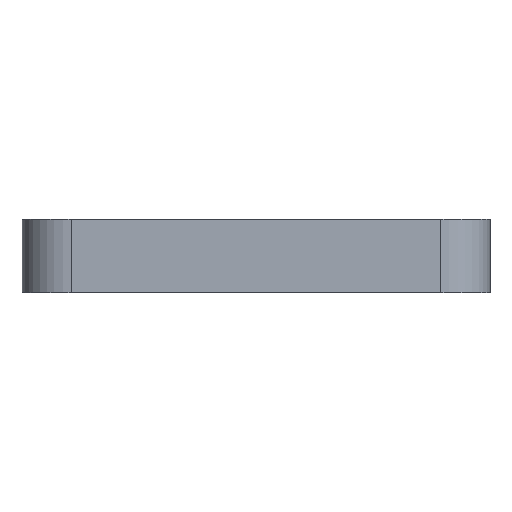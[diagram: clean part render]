
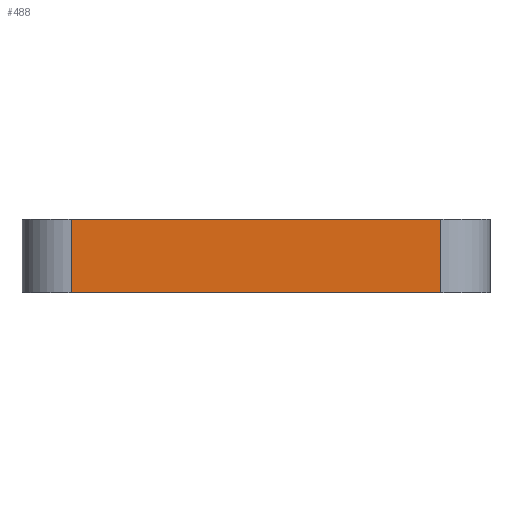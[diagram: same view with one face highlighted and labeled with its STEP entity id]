
A CAD part, left-side view. The second image highlights one B-rep face of the part: STEP entity #488.
In plain terms, the highlighted planar face has unit normal (-1, 0, 0).
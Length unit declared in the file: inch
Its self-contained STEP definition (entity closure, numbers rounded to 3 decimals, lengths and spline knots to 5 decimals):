
#11 = EDGE_CURVE ( 'NONE', #266, #117, #570, .T. ) ;
#35 = CARTESIAN_POINT ( 'NONE',  ( -0.375, 0.29626, 0.05906 ) ) ;
#39 = VERTEX_POINT ( 'NONE', #693 ) ;
#67 = CARTESIAN_POINT ( 'NONE',  ( -0.375, -0.375, -0.05906 ) ) ;
#95 = DIRECTION ( 'NONE',  ( 0., 0., -1. ) ) ;
#96 = VECTOR ( 'NONE', #95, 39.37008 ) ;
#117 = VERTEX_POINT ( 'NONE', #311 ) ;
#123 = LINE ( 'NONE', #67, #407 ) ;
#132 = FACE_OUTER_BOUND ( 'NONE', #603, .T. ) ;
#146 = VECTOR ( 'NONE', #187, 39.37008 ) ;
#175 = LINE ( 'NONE', #732, #146 ) ;
#187 = DIRECTION ( 'NONE',  ( 0., -1., 0. ) ) ;
#244 = ORIENTED_EDGE ( 'NONE', *, *, #776, .F. ) ;
#260 = EDGE_CURVE ( 'NONE', #117, #575, #123, .T. ) ;
#266 = VERTEX_POINT ( 'NONE', #459 ) ;
#299 = AXIS2_PLACEMENT_3D ( 'NONE', #435, #439, #566 ) ;
#311 = CARTESIAN_POINT ( 'NONE',  ( -0.375, 0.29626, -0.05906 ) ) ;
#407 = VECTOR ( 'NONE', #622, 39.37008 ) ;
#430 = VECTOR ( 'NONE', #715, 39.37008 ) ;
#435 = CARTESIAN_POINT ( 'NONE',  ( -0.375, -0.375, 0.05906 ) ) ;
#439 = DIRECTION ( 'NONE',  ( 1., 0., 0. ) ) ;
#459 = CARTESIAN_POINT ( 'NONE',  ( -0.375, 0.29626, 0.05906 ) ) ;
#480 = CARTESIAN_POINT ( 'NONE',  ( -0.375, -0.29626, -0.05906 ) ) ;
#488 = ADVANCED_FACE ( 'NONE', ( #132 ), #620, .F. ) ;
#566 = DIRECTION ( 'NONE',  ( 0., 0., -1. ) ) ;
#570 = LINE ( 'NONE', #35, #96 ) ;
#575 = VERTEX_POINT ( 'NONE', #480 ) ;
#577 = ORIENTED_EDGE ( 'NONE', *, *, #260, .T. ) ;
#595 = LINE ( 'NONE', #778, #430 ) ;
#601 = EDGE_CURVE ( 'NONE', #575, #39, #595, .T. ) ;
#603 = EDGE_LOOP ( 'NONE', ( #577, #672, #244, #702 ) ) ;
#620 = PLANE ( 'NONE',  #299 ) ;
#622 = DIRECTION ( 'NONE',  ( 0., -1., 0. ) ) ;
#672 = ORIENTED_EDGE ( 'NONE', *, *, #601, .T. ) ;
#693 = CARTESIAN_POINT ( 'NONE',  ( -0.375, -0.29626, 0.05906 ) ) ;
#702 = ORIENTED_EDGE ( 'NONE', *, *, #11, .T. ) ;
#715 = DIRECTION ( 'NONE',  ( 0., 0., 1. ) ) ;
#732 = CARTESIAN_POINT ( 'NONE',  ( -0.375, -0.375, 0.05906 ) ) ;
#776 = EDGE_CURVE ( 'NONE', #266, #39, #175, .T. ) ;
#778 = CARTESIAN_POINT ( 'NONE',  ( -0.375, -0.29626, 0.05906 ) ) ;
